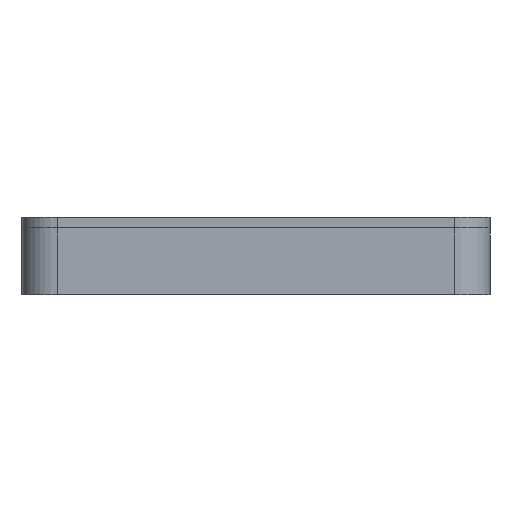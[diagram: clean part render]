
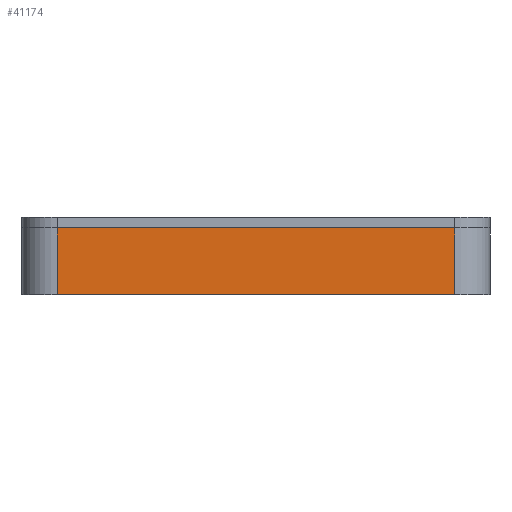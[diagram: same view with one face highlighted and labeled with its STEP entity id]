
A CAD part, left-side view. The second image highlights one B-rep face of the part: STEP entity #41174.
In plain terms, the highlighted planar face has unit normal (-1, 0, 0).
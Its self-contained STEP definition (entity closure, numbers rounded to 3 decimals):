
#5906=FACE_OUTER_BOUND('',#8693,.T.);
#8693=EDGE_LOOP('',(#37171,#37172,#37173,#37174));
#12689=LINE('',#69957,#16712);
#12695=LINE('',#69974,#16718);
#12696=LINE('',#69977,#16719);
#12697=LINE('',#69978,#16720);
#16712=VECTOR('',#55794,10.);
#16718=VECTOR('',#55812,10.);
#16719=VECTOR('',#55815,10.);
#16720=VECTOR('',#55816,10.);
#20429=VERTEX_POINT('',#69954);
#20430=VERTEX_POINT('',#69956);
#20435=VERTEX_POINT('',#69972);
#20436=VERTEX_POINT('',#69976);
#26013=EDGE_CURVE('',#20429,#20430,#12689,.F.);
#26022=EDGE_CURVE('',#20435,#20429,#12695,.T.);
#26023=EDGE_CURVE('',#20435,#20436,#12696,.T.);
#26024=EDGE_CURVE('',#20430,#20436,#12697,.T.);
#37171=ORIENTED_EDGE('',*,*,#26022,.F.);
#37172=ORIENTED_EDGE('',*,*,#26023,.T.);
#37173=ORIENTED_EDGE('',*,*,#26024,.F.);
#37174=ORIENTED_EDGE('',*,*,#26013,.F.);
#38811=PLANE('',#44980);
#41174=ADVANCED_FACE('',(#5906),#38811,.T.);
#44980=AXIS2_PLACEMENT_3D('',#69975,#55813,#55814);
#55794=DIRECTION('',(0.,-1.,0.));
#55812=DIRECTION('',(0.,0.,-1.));
#55813=DIRECTION('center_axis',(-1.,0.,0.));
#55814=DIRECTION('ref_axis',(0.,1.,0.));
#55815=DIRECTION('',(0.,1.,0.));
#55816=DIRECTION('',(0.,0.,1.));
#69954=CARTESIAN_POINT('',(98.8,-74.5,-2.));
#69956=CARTESIAN_POINT('',(98.8,-17.8,-2.));
#69957=CARTESIAN_POINT('',(98.8,-58.325,-2.));
#69972=CARTESIAN_POINT('',(98.8,-74.5,7.5));
#69974=CARTESIAN_POINT('',(98.8,-74.5,0.));
#69975=CARTESIAN_POINT('Origin',(98.8,-70.5,0.));
#69976=CARTESIAN_POINT('',(98.8,-17.8,7.5));
#69977=CARTESIAN_POINT('',(98.8,-21.8,7.5));
#69978=CARTESIAN_POINT('',(98.8,-17.8,1.375));
